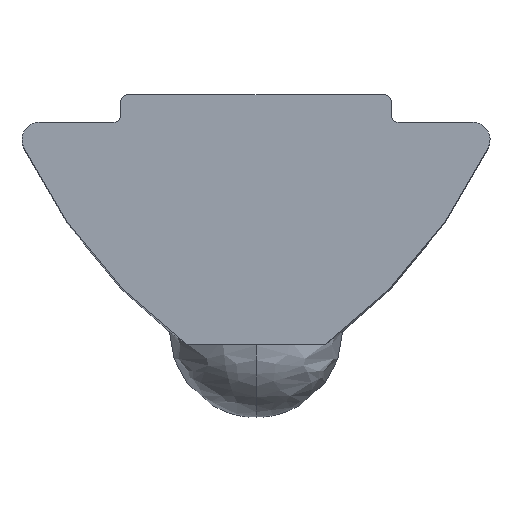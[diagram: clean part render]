
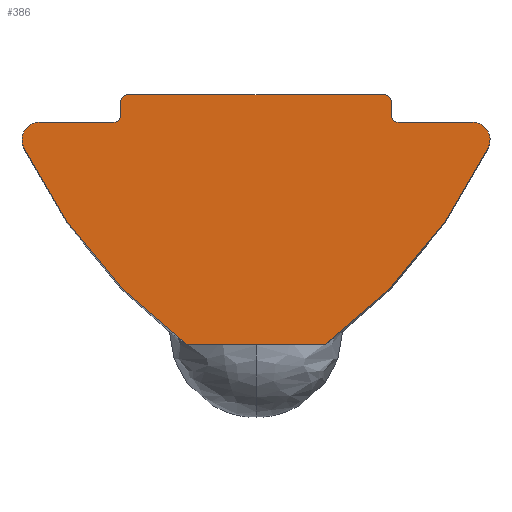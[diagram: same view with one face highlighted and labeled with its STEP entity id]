
A CAD part, top view. The second image highlights one B-rep face of the part: STEP entity #386.
In plain terms, the highlighted planar face has unit normal (0, 0, 1).
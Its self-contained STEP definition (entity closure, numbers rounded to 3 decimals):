
#14 = EDGE_CURVE ( 'NONE', #441, #144, #1001, .T. ) ;
#31 = AXIS2_PLACEMENT_3D ( 'NONE', #482, #60, #826 ) ;
#55 = CARTESIAN_POINT ( 'NONE',  ( 3.7, 0.8, 11. ) ) ;
#60 = DIRECTION ( 'NONE',  ( 0., 0., -1. ) ) ;
#69 = EDGE_CURVE ( 'NONE', #289, #664, #684, .T. ) ;
#70 = ORIENTED_EDGE ( 'NONE', *, *, #817, .T. ) ;
#71 = CARTESIAN_POINT ( 'NONE',  ( 4.1, 0.2, 11. ) ) ;
#81 = AXIS2_PLACEMENT_3D ( 'NONE', #1051, #300, #624 ) ;
#83 = EDGE_CURVE ( 'NONE', #664, #227, #960, .T. ) ;
#99 = CIRCLE ( 'NONE', #81, 0.2 ) ;
#105 = VERTEX_POINT ( 'NONE', #709 ) ;
#108 = DIRECTION ( 'NONE',  ( 1., 0., 0. ) ) ;
#116 = EDGE_CURVE ( 'NONE', #982, #953, #117, .T. ) ;
#117 = CIRCLE ( 'NONE', #475, 0.2 ) ;
#142 = DIRECTION ( 'NONE',  ( 0., -1., 0. ) ) ;
#144 = VERTEX_POINT ( 'NONE', #827 ) ;
#159 = DIRECTION ( 'NONE',  ( 1., 0., 0. ) ) ;
#166 = CIRCLE ( 'NONE', #854, 15. ) ;
#182 = ORIENTED_EDGE ( 'NONE', *, *, #585, .F. ) ;
#185 = CARTESIAN_POINT ( 'NONE',  ( -2., -6.4, 11. ) ) ;
#198 = EDGE_CURVE ( 'NONE', #831, #982, #762, .T. ) ;
#214 = VECTOR ( 'NONE', #604, 1000. ) ;
#215 = DIRECTION ( 'NONE',  ( 0., 0., -1. ) ) ;
#217 = AXIS2_PLACEMENT_3D ( 'NONE', #71, #1074, #225 ) ;
#218 = VERTEX_POINT ( 'NONE', #185 ) ;
#225 = DIRECTION ( 'NONE',  ( 0., 1., 0. ) ) ;
#227 = VERTEX_POINT ( 'NONE', #426 ) ;
#248 = ORIENTED_EDGE ( 'NONE', *, *, #198, .T. ) ;
#252 = VECTOR ( 'NONE', #108, 1000. ) ;
#259 = ORIENTED_EDGE ( 'NONE', *, *, #680, .T. ) ;
#260 = CARTESIAN_POINT ( 'NONE',  ( 2., -6.4, 11. ) ) ;
#289 = VERTEX_POINT ( 'NONE', #795 ) ;
#295 = DIRECTION ( 'NONE',  ( 0., 0., -1. ) ) ;
#299 = CARTESIAN_POINT ( 'NONE',  ( 6.25, -0.5, 11. ) ) ;
#300 = DIRECTION ( 'NONE',  ( 0., 0., -1. ) ) ;
#301 = CARTESIAN_POINT ( 'NONE',  ( -6.25, 0., 11. ) ) ;
#306 = DIRECTION ( 'NONE',  ( 0., 1., 0. ) ) ;
#324 = CARTESIAN_POINT ( 'NONE',  ( -3.9, 0.6, 11. ) ) ;
#340 = AXIS2_PLACEMENT_3D ( 'NONE', #544, #737, #900 ) ;
#356 = CARTESIAN_POINT ( 'NONE',  ( 6.25, 0., 11. ) ) ;
#364 = VECTOR ( 'NONE', #645, 1000. ) ;
#376 = LINE ( 'NONE', #609, #1078 ) ;
#378 = FACE_OUTER_BOUND ( 'NONE', #1036, .T. ) ;
#386 = ADVANCED_FACE ( 'NONE', ( #378 ), #610, .F. ) ;
#406 = VERTEX_POINT ( 'NONE', #301 ) ;
#408 = CARTESIAN_POINT ( 'NONE',  ( 2., -6.4, 11. ) ) ;
#426 = CARTESIAN_POINT ( 'NONE',  ( 3.9, 0.6, 11. ) ) ;
#441 = VERTEX_POINT ( 'NONE', #478 ) ;
#465 = EDGE_CURVE ( 'NONE', #406, #953, #917, .T. ) ;
#466 = DIRECTION ( 'NONE',  ( 0., 0., -1. ) ) ;
#472 = CARTESIAN_POINT ( 'NONE',  ( -6.854, 5.708, 11. ) ) ;
#475 = AXIS2_PLACEMENT_3D ( 'NONE', #1043, #295, #618 ) ;
#478 = CARTESIAN_POINT ( 'NONE',  ( 4.1, 0., 11. ) ) ;
#482 = CARTESIAN_POINT ( 'NONE',  ( 6.25, -0.5, 11. ) ) ;
#488 = CIRCLE ( 'NONE', #340, 0.5 ) ;
#498 = CARTESIAN_POINT ( 'NONE',  ( -3.9, 0.8, 11. ) ) ;
#504 = AXIS2_PLACEMENT_3D ( 'NONE', #611, #215, #810 ) ;
#510 = CARTESIAN_POINT ( 'NONE',  ( 6.702, -0.714, 11. ) ) ;
#520 = EDGE_CURVE ( 'NONE', #144, #657, #714, .T. ) ;
#540 = VECTOR ( 'NONE', #159, 1000. ) ;
#544 = CARTESIAN_POINT ( 'NONE',  ( -6.25, -0.5, 11. ) ) ;
#555 = VECTOR ( 'NONE', #930, 1000. ) ;
#564 = DIRECTION ( 'NONE',  ( 0., 0., -1. ) ) ;
#585 = EDGE_CURVE ( 'NONE', #218, #105, #788, .T. ) ;
#601 = ORIENTED_EDGE ( 'NONE', *, *, #116, .T. ) ;
#604 = DIRECTION ( 'NONE',  ( 1., 0., 0. ) ) ;
#609 = CARTESIAN_POINT ( 'NONE',  ( 3.9, 0.8, 11. ) ) ;
#610 = PLANE ( 'NONE',  #728 ) ;
#611 = CARTESIAN_POINT ( 'NONE',  ( 3.7, 0.6, 11. ) ) ;
#618 = DIRECTION ( 'NONE',  ( 0., 1., 0. ) ) ;
#624 = DIRECTION ( 'NONE',  ( 0., -1., 0. ) ) ;
#638 = VERTEX_POINT ( 'NONE', #665 ) ;
#643 = ORIENTED_EDGE ( 'NONE', *, *, #764, .T. ) ;
#645 = DIRECTION ( 'NONE',  ( 1., 0., 0. ) ) ;
#657 = VERTEX_POINT ( 'NONE', #510 ) ;
#664 = VERTEX_POINT ( 'NONE', #55 ) ;
#665 = CARTESIAN_POINT ( 'NONE',  ( 3.9, 0.2, 11. ) ) ;
#670 = CIRCLE ( 'NONE', #217, 0.2 ) ;
#679 = CARTESIAN_POINT ( 'NONE',  ( -3.9, 0.2, 11. ) ) ;
#680 = EDGE_CURVE ( 'NONE', #638, #227, #376, .T. ) ;
#684 = LINE ( 'NONE', #1020, #214 ) ;
#685 = ORIENTED_EDGE ( 'NONE', *, *, #520, .F. ) ;
#709 = CARTESIAN_POINT ( 'NONE',  ( -6.702, -0.714, 11. ) ) ;
#714 = CIRCLE ( 'NONE', #31, 0.5 ) ;
#724 = EDGE_CURVE ( 'NONE', #831, #289, #99, .T. ) ;
#728 = AXIS2_PLACEMENT_3D ( 'NONE', #299, #466, #306 ) ;
#737 = DIRECTION ( 'NONE',  ( 0., 0., -1. ) ) ;
#755 = CARTESIAN_POINT ( 'NONE',  ( 6.854, 5.708, 11. ) ) ;
#762 = LINE ( 'NONE', #498, #555 ) ;
#764 = EDGE_CURVE ( 'NONE', #441, #638, #670, .T. ) ;
#769 = CARTESIAN_POINT ( 'NONE',  ( -4.1, 0., 11. ) ) ;
#770 = ORIENTED_EDGE ( 'NONE', *, *, #83, .F. ) ;
#788 = CIRCLE ( 'NONE', #988, 15. ) ;
#794 = EDGE_CURVE ( 'NONE', #105, #406, #488, .T. ) ;
#795 = CARTESIAN_POINT ( 'NONE',  ( -3.7, 0.8, 11. ) ) ;
#796 = ORIENTED_EDGE ( 'NONE', *, *, #465, .F. ) ;
#801 = EDGE_CURVE ( 'NONE', #657, #931, #166, .T. ) ;
#810 = DIRECTION ( 'NONE',  ( 0., -1., 0. ) ) ;
#817 = EDGE_CURVE ( 'NONE', #218, #931, #820, .T. ) ;
#820 = LINE ( 'NONE', #408, #364 ) ;
#826 = DIRECTION ( 'NONE',  ( 0., -1., 0. ) ) ;
#827 = CARTESIAN_POINT ( 'NONE',  ( 6.25, 0., 11. ) ) ;
#831 = VERTEX_POINT ( 'NONE', #324 ) ;
#854 = AXIS2_PLACEMENT_3D ( 'NONE', #472, #564, #142 ) ;
#858 = DIRECTION ( 'NONE',  ( 0., 0., -1. ) ) ;
#861 = ORIENTED_EDGE ( 'NONE', *, *, #794, .F. ) ;
#885 = ORIENTED_EDGE ( 'NONE', *, *, #69, .F. ) ;
#900 = DIRECTION ( 'NONE',  ( 0., -1., 0. ) ) ;
#917 = LINE ( 'NONE', #989, #540 ) ;
#930 = DIRECTION ( 'NONE',  ( 0., -1., 0. ) ) ;
#931 = VERTEX_POINT ( 'NONE', #260 ) ;
#953 = VERTEX_POINT ( 'NONE', #769 ) ;
#957 = DIRECTION ( 'NONE',  ( 0., 1., 0. ) ) ;
#960 = CIRCLE ( 'NONE', #504, 0.2 ) ;
#982 = VERTEX_POINT ( 'NONE', #679 ) ;
#985 = ORIENTED_EDGE ( 'NONE', *, *, #801, .F. ) ;
#988 = AXIS2_PLACEMENT_3D ( 'NONE', #755, #858, #1004 ) ;
#989 = CARTESIAN_POINT ( 'NONE',  ( 6.25, 0., 11. ) ) ;
#1001 = LINE ( 'NONE', #356, #252 ) ;
#1004 = DIRECTION ( 'NONE',  ( 0., -1., 0. ) ) ;
#1010 = ORIENTED_EDGE ( 'NONE', *, *, #724, .F. ) ;
#1020 = CARTESIAN_POINT ( 'NONE',  ( 6.25, 0.8, 11. ) ) ;
#1036 = EDGE_LOOP ( 'NONE', ( #248, #601, #796, #861, #182, #70, #985, #685, #1079, #643, #259, #770, #885, #1010 ) ) ;
#1043 = CARTESIAN_POINT ( 'NONE',  ( -4.1, 0.2, 11. ) ) ;
#1051 = CARTESIAN_POINT ( 'NONE',  ( -3.7, 0.6, 11. ) ) ;
#1074 = DIRECTION ( 'NONE',  ( 0., 0., -1. ) ) ;
#1078 = VECTOR ( 'NONE', #957, 1000. ) ;
#1079 = ORIENTED_EDGE ( 'NONE', *, *, #14, .F. ) ;
